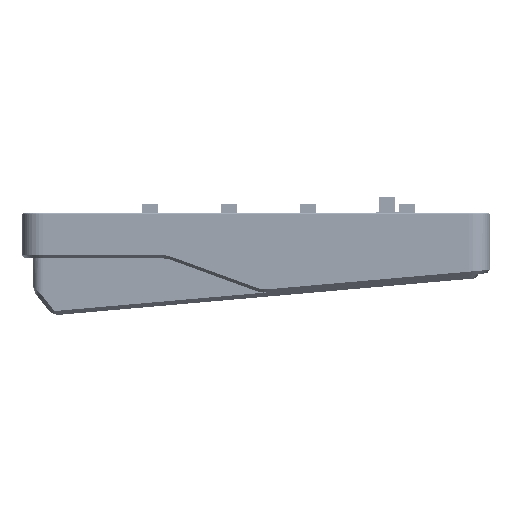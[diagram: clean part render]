
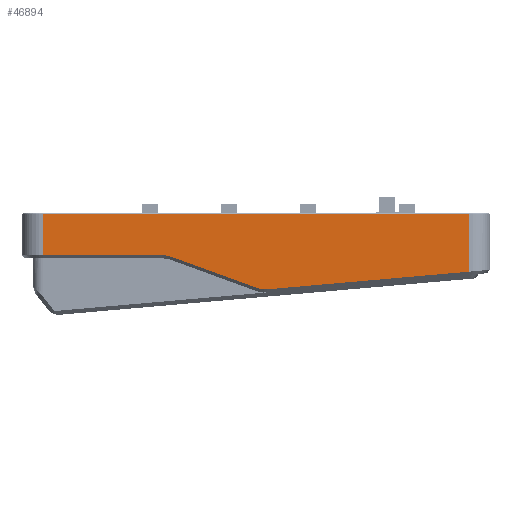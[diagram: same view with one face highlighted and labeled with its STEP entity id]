
A CAD part, left-side view. The second image highlights one B-rep face of the part: STEP entity #46894.
In plain terms, the highlighted planar face has unit normal (-1, 0, 0).
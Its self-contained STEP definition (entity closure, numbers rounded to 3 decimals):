
#3369=CIRCLE('',#49561,5.25);
#3370=CIRCLE('',#49565,6.75);
#5606=FACE_OUTER_BOUND('',#8010,.T.);
#8010=EDGE_LOOP('',(#32916,#32917,#32918,#32919,#32920,#32921,#32922,#32923));
#11011=LINE('',#67889,#16043);
#11018=LINE('',#67912,#16050);
#11337=LINE('',#68815,#16369);
#11339=LINE('',#68819,#16371);
#11341=LINE('',#68825,#16373);
#11342=LINE('',#68827,#16374);
#16043=VECTOR('',#53997,10.);
#16050=VECTOR('',#54022,1.);
#16369=VECTOR('',#54791,1.);
#16371=VECTOR('',#54795,1.);
#16373=VECTOR('',#54803,1.);
#16374=VECTOR('',#54806,1.);
#21028=VERTEX_POINT('',#67879);
#21030=VERTEX_POINT('',#67885);
#21038=VERTEX_POINT('',#67910);
#21331=VERTEX_POINT('',#68798);
#21332=VERTEX_POINT('',#68809);
#21333=VERTEX_POINT('',#68811);
#21334=VERTEX_POINT('',#68817);
#21335=VERTEX_POINT('',#68821);
#25428=EDGE_CURVE('',#21028,#21030,#11011,.T.);
#25440=EDGE_CURVE('',#21028,#21038,#11018,.T.);
#25863=EDGE_CURVE('',#21332,#21333,#3369,.T.);
#25864=EDGE_CURVE('',#21333,#21331,#11337,.T.);
#25866=EDGE_CURVE('',#21334,#21332,#11339,.T.);
#25868=EDGE_CURVE('',#21335,#21334,#3370,.T.);
#25869=EDGE_CURVE('',#21038,#21335,#11341,.T.);
#25870=EDGE_CURVE('',#21030,#21331,#11342,.T.);
#32916=ORIENTED_EDGE('',*,*,#25428,.F.);
#32917=ORIENTED_EDGE('',*,*,#25440,.T.);
#32918=ORIENTED_EDGE('',*,*,#25869,.T.);
#32919=ORIENTED_EDGE('',*,*,#25868,.T.);
#32920=ORIENTED_EDGE('',*,*,#25866,.T.);
#32921=ORIENTED_EDGE('',*,*,#25863,.T.);
#32922=ORIENTED_EDGE('',*,*,#25864,.T.);
#32923=ORIENTED_EDGE('',*,*,#25870,.F.);
#45219=PLANE('',#49567);
#46894=ADVANCED_FACE('',(#5606),#45219,.F.);
#49561=AXIS2_PLACEMENT_3D('',#68813,#54787,#54788);
#49565=AXIS2_PLACEMENT_3D('',#68823,#54799,#54800);
#49567=AXIS2_PLACEMENT_3D('',#68826,#54804,#54805);
#53997=DIRECTION('',(0.,-1.,0.));
#54022=DIRECTION('',(0.,0.,-1.));
#54787=DIRECTION('center_axis',(-1.,0.,0.));
#54788=DIRECTION('ref_axis',(0.,0.342,-0.94));
#54791=DIRECTION('',(0.,-0.996,0.087));
#54795=DIRECTION('',(0.,-0.94,-0.342));
#54799=DIRECTION('center_axis',(1.,0.,0.));
#54800=DIRECTION('ref_axis',(0.,0.,1.));
#54803=DIRECTION('',(0.,-1.,0.));
#54804=DIRECTION('center_axis',(1.,0.,0.));
#54805=DIRECTION('ref_axis',(0.,1.,0.));
#54806=DIRECTION('',(0.,0.,-1.));
#67879=CARTESIAN_POINT('',(-124.8,51.363,5.6));
#67885=CARTESIAN_POINT('',(-124.8,-51.363,5.6));
#67889=CARTESIAN_POINT('',(-124.8,-25.683,5.6));
#67910=CARTESIAN_POINT('',(-124.8,51.363,-4.25));
#67912=CARTESIAN_POINT('',(-124.8,51.363,0.));
#68798=CARTESIAN_POINT('',(-124.8,-51.363,-8.185));
#68809=CARTESIAN_POINT('',(-124.8,-0.369,-12.152));
#68811=CARTESIAN_POINT('',(-124.8,-2.622,-12.449));
#68813=CARTESIAN_POINT('Origin',(-124.8,-2.165,-7.219));
#68815=CARTESIAN_POINT('',(-124.8,-2.622,-12.449));
#68817=CARTESIAN_POINT('',(-124.8,20.224,-4.657));
#68819=CARTESIAN_POINT('',(-124.8,20.224,-4.657));
#68821=CARTESIAN_POINT('',(-124.8,22.532,-4.25));
#68823=CARTESIAN_POINT('Origin',(-124.8,22.532,-11.));
#68825=CARTESIAN_POINT('',(-124.8,51.363,-4.25));
#68826=CARTESIAN_POINT('Origin',(-124.8,-51.363,0.));
#68827=CARTESIAN_POINT('',(-124.8,-51.363,0.));
